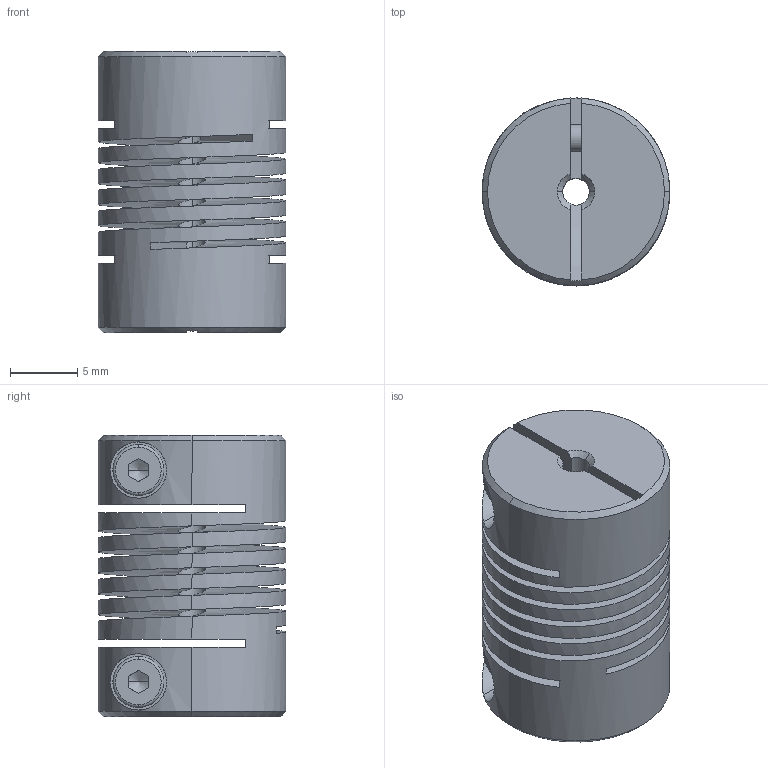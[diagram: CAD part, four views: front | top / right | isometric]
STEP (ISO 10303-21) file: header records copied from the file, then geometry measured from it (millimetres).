
FILE_DESCRIPTION(('STEP AP214'),'1');
FILE_NAME('wkak14210202.stp','2017-10-10T12:26:24',('TraceParts'),('TraceParts S.A.'),'Spatial InterOp 3D',' ',' ');
FILE_SCHEMA(('automotive_design'));
Length unit declared in the file: millimetre
Products named in the file (1): wkak14210202
Bounding box: 14 x 14 x 21 mm (x, y, z)
Volume: 2476 mm3; surface area: 3602 mm2
Topology: 1 solids, 1 shells, 123 faces, 375 edges, 258 vertices
Faces by surface type: cylinder 55, plane 38, cone 22, torus 4, bspline 4
Entity records: 32010 total; most frequent: CARTESIAN_POINT 28711, ORIENTED_EDGE 742, DIRECTION 629, EDGE_CURVE 371, VERTEX_POINT 258, AXIS2_PLACEMENT_3D 244, LINE 141, VECTOR 141
